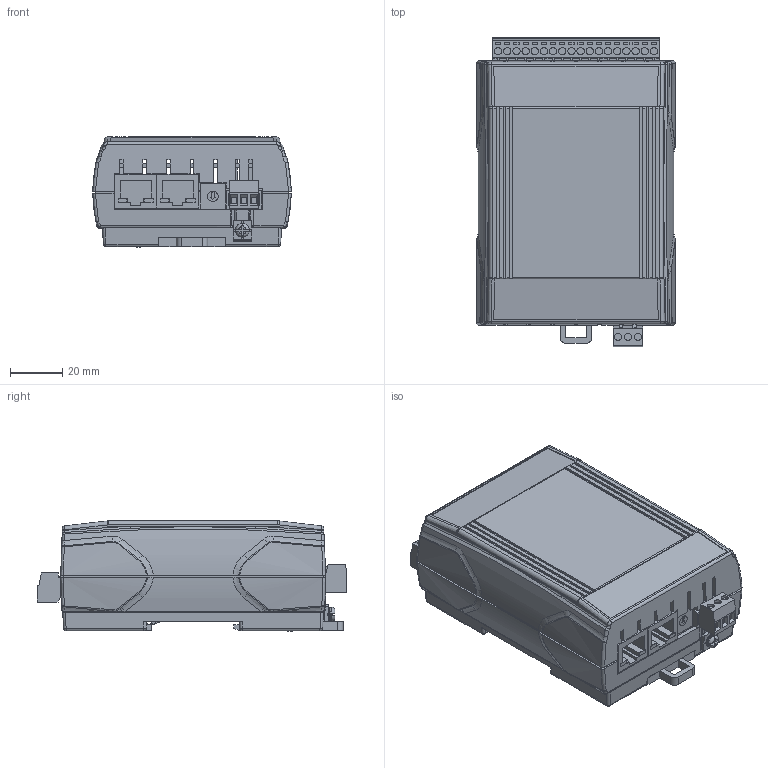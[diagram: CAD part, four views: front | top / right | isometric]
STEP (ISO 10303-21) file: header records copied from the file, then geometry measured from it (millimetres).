
FILE_DESCRIPTION (( 'STEP AP203' ), '1' );
FILE_NAME ('L7_RJ45x2 RSW 3P_14P_20130110.STEP', '2017-02-13T01:23:37', ( 'user' ), ( '' ), 'SwSTEP 2.0', 'SolidWorks 2013', '' );
FILE_SCHEMA (( 'CONFIG_CONTROL_DESIGN' ));
Length unit declared in the file: millimetre
Products named in the file (20): L7_UPPCB; 3pin_381_90D; 4SI71W0000016; L7_RJ45x2 RSW 3P_14P_PCB; 3pin_381_90D_K; 4SI71W0000017; 7000-BG-02.sldasm-Part-1-3; SW180; 4SI71K0000030; L7_RJ45x2 RSW 3P_14P_20130110; F.G._ｾTｭy; L7_PCB; F.G._2D_Cable; ME030-35018; PEE-7KFG_PCB; MC420-35018; M3 F.G.; 箭頭SW_0-F; F.G._PCB; 2DJ020
Assembly tree (20 placements, depth 4):
  L7_RJ45x2 RSW 3P_14P_20130110
    4SI71W0000016
    4SI71W0000017
    4SI71K0000030
    L7_RJ45x2 RSW 3P_14P_PCB
      L7_PCB
      ME030-35018
      MC420-35018
      箭頭SW_0-F
      2DJ020  x2
      3pin_381_90D
      3pin_381_90D_K
      F.G._PCB
        SW180
        F.G._ｾTｭy
        F.G._2D_Cable
        PEE-7KFG_PCB
        M3 F.G.
      L7_UPPCB
    7000-BG-02.sldasm-Part-1-3
Bounding box: 75.82 x 118.36 x 42.06 mm (x, y, z)
Volume: 99769.5 mm3; surface area: 120456.2 mm2
Topology: 18 solids, 18 shells, 2881 faces, 7343 edges, 4710 vertices
Faces by surface type: plane 2252, cylinder 381, bspline 188, sphere 34, torus 16, cone 10
Entity records: 90808 total; most frequent: CARTESIAN_POINT 21306, ORIENTED_EDGE 14430, DIRECTION 12909, EDGE_CURVE 7215, LINE 5777, VECTOR 5777, VERTEX_POINT 4630, AXIS2_PLACEMENT_3D 3566
